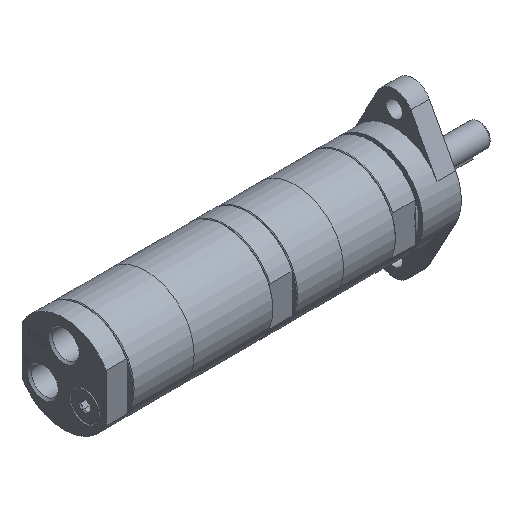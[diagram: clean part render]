
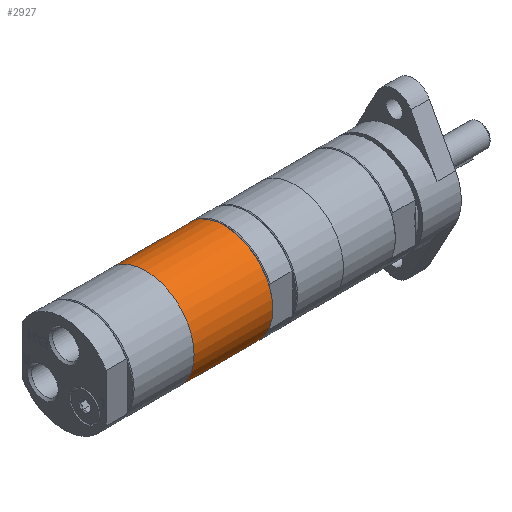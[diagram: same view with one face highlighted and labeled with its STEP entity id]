
A CAD part, isometric view. The second image highlights one B-rep face of the part: STEP entity #2927.
In plain terms, the highlighted cylindrical face has radius 20.75 mm (diameter 41.5 mm), a full revolution.
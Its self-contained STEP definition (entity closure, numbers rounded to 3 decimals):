
#300=LINE('',#4452,#565);
#565=VECTOR('',#3628,20.75);
#780=CYLINDRICAL_SURFACE('',#3175,20.75);
#876=FACE_OUTER_BOUND('',#1049,.T.);
#1049=EDGE_LOOP('',(#2233,#2234,#2235,#2236,#2237));
#1222=CIRCLE('',#3174,20.75);
#1223=CIRCLE('',#3176,20.75);
#1224=CIRCLE('',#3177,20.75);
#1358=VERTEX_POINT('',#4445);
#1359=VERTEX_POINT('',#4449);
#1360=VERTEX_POINT('',#4450);
#1676=EDGE_CURVE('',#1358,#1358,#1222,.T.);
#1678=EDGE_CURVE('',#1359,#1360,#1223,.T.);
#1679=EDGE_CURVE('',#1359,#1358,#300,.T.);
#1680=EDGE_CURVE('',#1360,#1359,#1224,.T.);
#2233=ORIENTED_EDGE('',*,*,#1678,.F.);
#2234=ORIENTED_EDGE('',*,*,#1679,.T.);
#2235=ORIENTED_EDGE('',*,*,#1676,.T.);
#2236=ORIENTED_EDGE('',*,*,#1679,.F.);
#2237=ORIENTED_EDGE('',*,*,#1680,.F.);
#2927=ADVANCED_FACE('',(#876),#780,.T.);
#3174=AXIS2_PLACEMENT_3D('',#4446,#3621,#3622);
#3175=AXIS2_PLACEMENT_3D('',#4448,#3624,#3625);
#3176=AXIS2_PLACEMENT_3D('',#4451,#3626,#3627);
#3177=AXIS2_PLACEMENT_3D('',#4453,#3629,#3630);
#3621=DIRECTION('center_axis',(-1.,0.,0.));
#3622=DIRECTION('ref_axis',(0.,-1.,0.));
#3624=DIRECTION('center_axis',(-1.,0.,0.));
#3625=DIRECTION('ref_axis',(0.,-1.,0.));
#3626=DIRECTION('center_axis',(-1.,0.,0.));
#3627=DIRECTION('ref_axis',(0.,-1.,0.));
#3628=DIRECTION('',(1.,0.,0.));
#3629=DIRECTION('center_axis',(-1.,0.,0.));
#3630=DIRECTION('ref_axis',(0.,-1.,0.));
#4445=CARTESIAN_POINT('',(33.7,20.75,0.));
#4446=CARTESIAN_POINT('Origin',(33.7,0.,0.));
#4448=CARTESIAN_POINT('Origin',(16.85,0.,0.));
#4449=CARTESIAN_POINT('',(0.,20.75,0.));
#4450=CARTESIAN_POINT('',(0.,0.,20.75));
#4451=CARTESIAN_POINT('Origin',(0.,0.,0.));
#4452=CARTESIAN_POINT('',(16.85,20.75,0.));
#4453=CARTESIAN_POINT('Origin',(0.,0.,0.));
